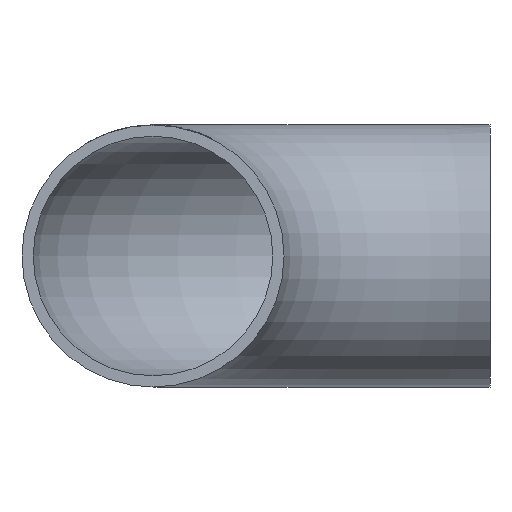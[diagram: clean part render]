
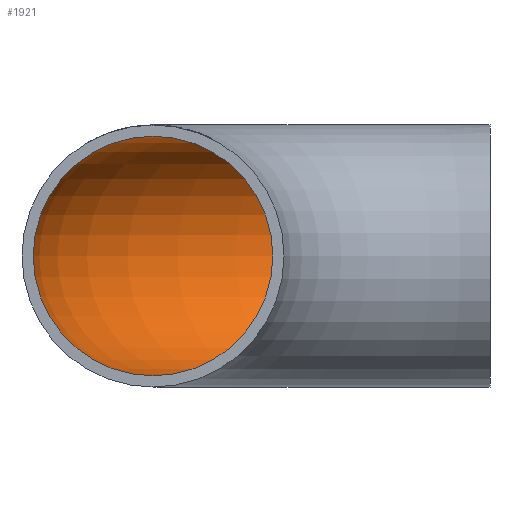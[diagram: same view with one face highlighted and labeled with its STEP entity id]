
A CAD part, front view. The second image highlights one B-rep face of the part: STEP entity #1921.
In plain terms, the highlighted toroidal (fillet/blend) face has major radius 45 mm and minor radius 16 mm.
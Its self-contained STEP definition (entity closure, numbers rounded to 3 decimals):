
#352 = EDGE_LOOP ( 'NONE', ( #3532 ) ) ;
#1265 = DIRECTION ( 'NONE',  ( 0., 0., -1. ) ) ;
#1828 = DIRECTION ( 'NONE',  ( 0., 1., 0. ) ) ;
#1921 = ADVANCED_FACE ( 'NONE', ( #7734, #5900 ), #7527, .F. ) ;
#2092 = AXIS2_PLACEMENT_3D ( 'NONE', #5517, #1265, #6238 ) ;
#2497 = EDGE_LOOP ( 'NONE', ( #5575 ) ) ;
#2903 = DIRECTION ( 'NONE',  ( 1., 0., 0. ) ) ;
#3388 = CIRCLE ( 'NONE', #5466, 16. ) ;
#3404 = CARTESIAN_POINT ( 'NONE',  ( -45., 0., 16. ) ) ;
#3532 = ORIENTED_EDGE ( 'NONE', *, *, #7600, .F. ) ;
#3540 = CARTESIAN_POINT ( 'NONE',  ( 0., 45., 0. ) ) ;
#3917 = AXIS2_PLACEMENT_3D ( 'NONE', #9094, #8423, #4904 ) ;
#4502 = EDGE_CURVE ( 'NONE', #6148, #6148, #3388, .T. ) ;
#4904 = DIRECTION ( 'NONE',  ( 0., 0., 1. ) ) ;
#5371 = CIRCLE ( 'NONE', #3917, 16. ) ;
#5466 = AXIS2_PLACEMENT_3D ( 'NONE', #3540, #2903, #1828 ) ;
#5517 = CARTESIAN_POINT ( 'NONE',  ( 0., 0., 0. ) ) ;
#5575 = ORIENTED_EDGE ( 'NONE', *, *, #4502, .T. ) ;
#5900 = FACE_OUTER_BOUND ( 'NONE', #352, .T. ) ;
#5916 = VERTEX_POINT ( 'NONE', #3404 ) ;
#6148 = VERTEX_POINT ( 'NONE', #6183 ) ;
#6183 = CARTESIAN_POINT ( 'NONE',  ( 0., 61., 0. ) ) ;
#6238 = DIRECTION ( 'NONE',  ( -1., 0., 0. ) ) ;
#7527 = TOROIDAL_SURFACE ( 'NONE', #2092, 45., 16. ) ;
#7600 = EDGE_CURVE ( 'NONE', #5916, #5916, #5371, .T. ) ;
#7734 = FACE_OUTER_BOUND ( 'NONE', #2497, .T. ) ;
#8423 = DIRECTION ( 'NONE',  ( 0., 1., 0. ) ) ;
#9094 = CARTESIAN_POINT ( 'NONE',  ( -45., 0., 0. ) ) ;
